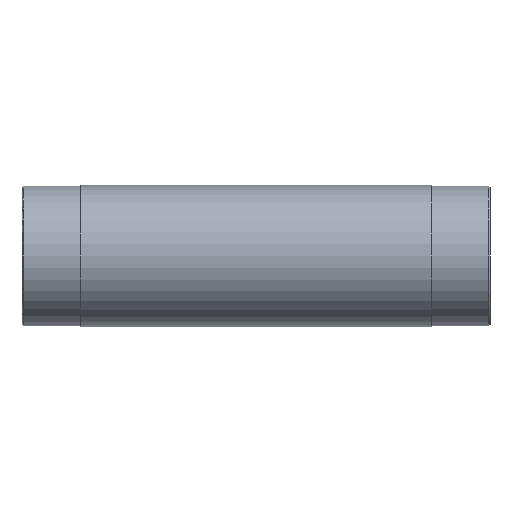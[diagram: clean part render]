
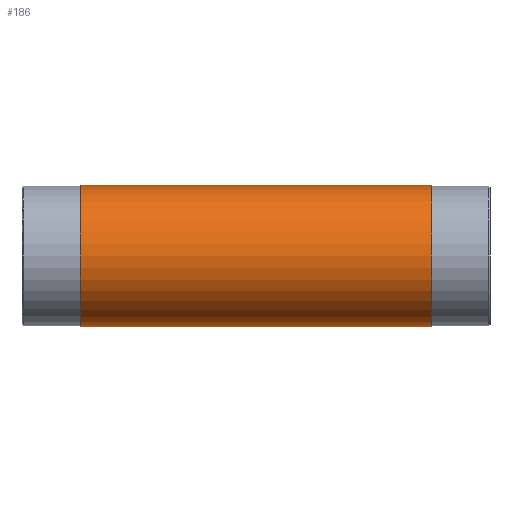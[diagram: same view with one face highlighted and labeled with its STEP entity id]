
A CAD part, left-side view. The second image highlights one B-rep face of the part: STEP entity #186.
In plain terms, the highlighted cylindrical face has radius 30.15 mm (diameter 60.3 mm), a full revolution.
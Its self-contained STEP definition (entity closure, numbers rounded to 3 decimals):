
#20=ORIENTED_EDGE('',*,*,#40,.T.);
#21=ORIENTED_EDGE('',*,*,#41,.F.);
#40=EDGE_CURVE('',#50,#50,#60,.T.);
#41=EDGE_CURVE('',#51,#51,#61,.T.);
#50=VERTEX_POINT('',#269);
#51=VERTEX_POINT('',#271);
#60=CIRCLE('',#202,30.15);
#61=CIRCLE('',#203,30.15);
#70=EDGE_LOOP('',(#20));
#71=EDGE_LOOP('',(#21));
#90=FACE_BOUND('',#70,.T.);
#91=FACE_BOUND('',#71,.T.);
#110=CYLINDRICAL_SURFACE('',#201,30.15);
#186=ADVANCED_FACE('',(#90,#91),#110,.T.);
#201=AXIS2_PLACEMENT_3D('',#267,#224,#225);
#202=AXIS2_PLACEMENT_3D('',#268,#226,#227);
#203=AXIS2_PLACEMENT_3D('',#270,#228,#229);
#224=DIRECTION('',(0.,1.,0.));
#225=DIRECTION('',(0.,0.,1.));
#226=DIRECTION('',(0.,1.,0.));
#227=DIRECTION('',(1.,0.,0.));
#228=DIRECTION('',(0.,1.,0.));
#229=DIRECTION('',(0.,0.,-1.));
#267=CARTESIAN_POINT('',(0.,-100.,0.));
#268=CARTESIAN_POINT('',(0.,-75.,0.));
#269=CARTESIAN_POINT('',(30.15,-75.,0.));
#270=CARTESIAN_POINT('',(0.,75.,0.));
#271=CARTESIAN_POINT('',(0.,75.,-30.15));
